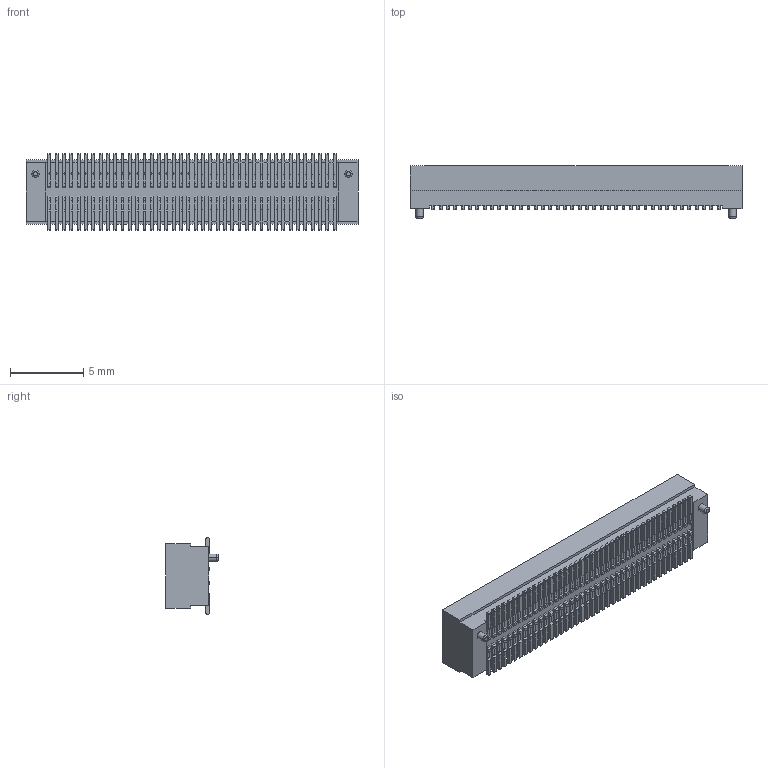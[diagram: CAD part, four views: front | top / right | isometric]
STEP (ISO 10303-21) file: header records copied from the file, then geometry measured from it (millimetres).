
FILE_DESCRIPTION((''),'2;1');
FILE_NAME('FBB05002-F80-H30','2019-10-29T',('gongcheng6'),(''),'PRO/ENGINEER BY PARAMETRIC TECHNOLOGY CORPORATION, 2010280','PRO/ENGINEER BY PARAMETRIC TECHNOLOGY CORPORATION, 2010280','');
FILE_SCHEMA(('CONFIG_CONTROL_DESIGN'));
Length unit declared in the file: millimetre
Products named in the file (1): FBB05002-F80-H30
Bounding box: 22.7 x 3.6 x 5.2 mm (x, y, z)
Volume: 210 mm3; surface area: 641.3 mm2
Topology: 1 solids, 1 shells, 1114 faces, 3160 edges, 2052 vertices
Faces by surface type: plane 946, cylinder 164, torus 4
Entity records: 35526 total; most frequent: CARTESIAN_POINT 6326, ORIENTED_EDGE 6320, DIRECTION 5724, EDGE_CURVE 3160, VECTOR 2824, LINE 2824, VERTEX_POINT 2052, AXIS2_PLACEMENT_3D 1450
